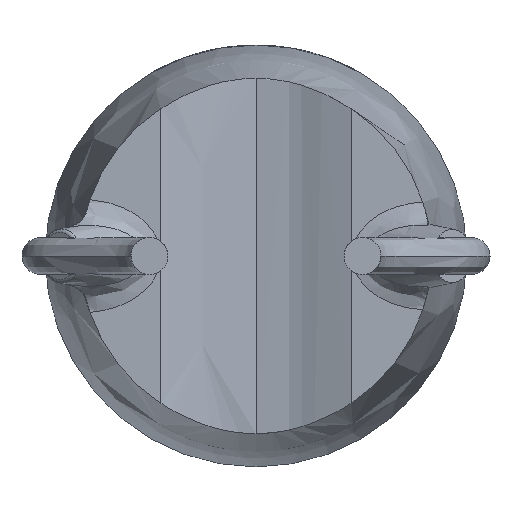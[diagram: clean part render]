
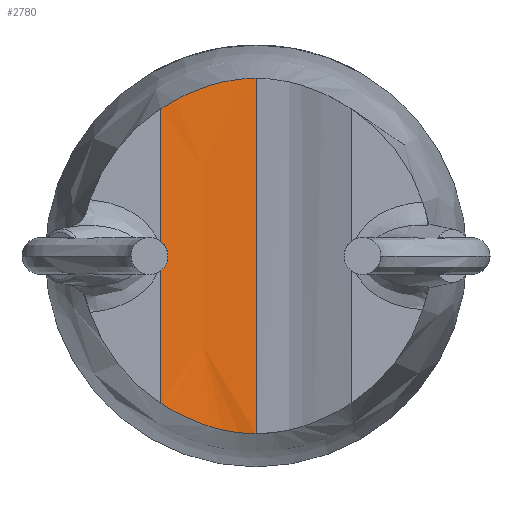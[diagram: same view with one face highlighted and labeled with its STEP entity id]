
A CAD part, front view. The second image highlights one B-rep face of the part: STEP entity #2780.
In plain terms, the highlighted free-form (B-spline) face has degree [3, 1] with [4, 2] control points.
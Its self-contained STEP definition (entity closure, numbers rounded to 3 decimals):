
#60 = B_SPLINE_SURFACE_WITH_KNOTS ( 'NONE', 3, 1, ( 
 ( #2805, #4423 ),
 ( #3414, #4868 ),
 ( #232, #3087 ),
 ( #5294, #3054 ) ),
 .UNSPECIFIED., .F., .F., .F.,
 ( 4, 4 ),
 ( 2, 2 ),
 ( 0., 1. ),
 ( 0., 1. ),
 .UNSPECIFIED. ) ;
#232 = CARTESIAN_POINT ( 'NONE',  ( -0.892, 0.107, -2.686 ) ) ;
#517 = CARTESIAN_POINT ( 'NONE',  ( -1.201, 0.056, -2.332 ) ) ;
#653 = CARTESIAN_POINT ( 'NONE',  ( 0., 0.382, -2.654 ) ) ;
#669 = ORIENTED_EDGE ( 'NONE', *, *, #1521, .F. ) ;
#671 = DIRECTION ( 'NONE',  ( 0., 0., 1. ) ) ;
#686 = CARTESIAN_POINT ( 'NONE',  ( -0.982, 0.147, 2.44 ) ) ;
#699 = ORIENTED_EDGE ( 'NONE', *, *, #5224, .F. ) ;
#920 = ORIENTED_EDGE ( 'NONE', *, *, #1347, .T. ) ;
#959 = FACE_OUTER_BOUND ( 'NONE', #4490, .T. ) ;
#1031 = CARTESIAN_POINT ( 'NONE',  ( -1.311, 0.022, -2.271 ) ) ;
#1052 = B_SPLINE_CURVE_WITH_KNOTS ( 'NONE', 3,
 ( #4727, #5667, #3362, #2880, #4668, #4785, #5178, #517, #1031, #3298 ),
 .UNSPECIFIED., .F., .F.,
 ( 4, 2, 2, 2, 4 ),
 ( 0., 0., 0.001, 0.001, 0.002 ),
 .UNSPECIFIED. ) ;
#1091 = CARTESIAN_POINT ( 'NONE',  ( 0., 0.382, -3.15 ) ) ;
#1142 = CARTESIAN_POINT ( 'NONE',  ( 0., 0.382, 2.654 ) ) ;
#1299 = CARTESIAN_POINT ( 'NONE',  ( -1.42, 0., -3.15 ) ) ;
#1347 = EDGE_CURVE ( 'NONE', #5622, #3663, #4360, .T. ) ;
#1521 = EDGE_CURVE ( 'NONE', #2797, #1740, #5441, .T. ) ;
#1533 = EDGE_CURVE ( 'NONE', #1740, #5649, #5881, .T. ) ;
#1623 = CARTESIAN_POINT ( 'NONE',  ( -0.52, 0.331, 2.598 ) ) ;
#1740 = VERTEX_POINT ( 'NONE', #2730 ) ;
#1837 = CARTESIAN_POINT ( 'NONE',  ( -1.42, 0., -2.199 ) ) ;
#2171 = ORIENTED_EDGE ( 'NONE', *, *, #1533, .F. ) ;
#2557 = CARTESIAN_POINT ( 'NONE',  ( -0.132, 0.382, 2.654 ) ) ;
#2578 = ORIENTED_EDGE ( 'NONE', *, *, #3785, .F. ) ;
#2623 = DIRECTION ( 'NONE',  ( 0., 0., 1. ) ) ;
#2730 = CARTESIAN_POINT ( 'NONE',  ( -1.42, 0., 0. ) ) ;
#2780 = ADVANCED_FACE ( 'NONE', ( #959 ), #60, .F. ) ;
#2797 = VERTEX_POINT ( 'NONE', #1837 ) ;
#2805 = CARTESIAN_POINT ( 'NONE',  ( 0., 0.382, -2.686 ) ) ;
#2827 = VECTOR ( 'NONE', #671, 1000. ) ;
#2880 = CARTESIAN_POINT ( 'NONE',  ( -0.514, 0.332, -2.6 ) ) ;
#3054 = CARTESIAN_POINT ( 'NONE',  ( -1.42, 0., 2.686 ) ) ;
#3087 = CARTESIAN_POINT ( 'NONE',  ( -0.892, 0.107, 2.686 ) ) ;
#3298 = CARTESIAN_POINT ( 'NONE',  ( -1.42, 0., -2.199 ) ) ;
#3362 = CARTESIAN_POINT ( 'NONE',  ( -0.261, 0.374, -2.643 ) ) ;
#3414 = CARTESIAN_POINT ( 'NONE',  ( -0.771, 0.38, -2.686 ) ) ;
#3663 = VERTEX_POINT ( 'NONE', #4401 ) ;
#3785 = EDGE_CURVE ( 'NONE', #5622, #2797, #1052, .T. ) ;
#3890 = CARTESIAN_POINT ( 'NONE',  ( -1.42, 0., 2.199 ) ) ;
#3920 = CARTESIAN_POINT ( 'NONE',  ( -1.202, 0.056, 2.332 ) ) ;
#4286 = VECTOR ( 'NONE', #5416, 1000. ) ;
#4360 = LINE ( 'NONE', #1091, #2827 ) ;
#4401 = CARTESIAN_POINT ( 'NONE',  ( 0., 0.382, 2.654 ) ) ;
#4423 = CARTESIAN_POINT ( 'NONE',  ( 0., 0.382, 2.686 ) ) ;
#4446 = CARTESIAN_POINT ( 'NONE',  ( -0.641, 0.295, 2.566 ) ) ;
#4490 = EDGE_LOOP ( 'NONE', ( #2171, #669, #2578, #920, #699 ) ) ;
#4668 = CARTESIAN_POINT ( 'NONE',  ( -0.638, 0.297, -2.567 ) ) ;
#4676 = VECTOR ( 'NONE', #2623, 1000. ) ;
#4727 = CARTESIAN_POINT ( 'NONE',  ( 0., 0.382, -2.654 ) ) ;
#4785 = CARTESIAN_POINT ( 'NONE',  ( -0.87, 0.204, -2.487 ) ) ;
#4850 = CARTESIAN_POINT ( 'NONE',  ( -1.42, 0., 2.199 ) ) ;
#4860 = CARTESIAN_POINT ( 'NONE',  ( -1.312, 0.022, 2.271 ) ) ;
#4868 = CARTESIAN_POINT ( 'NONE',  ( -0.771, 0.38, 2.686 ) ) ;
#4923 = CARTESIAN_POINT ( 'NONE',  ( -0.872, 0.203, 2.486 ) ) ;
#4933 = CARTESIAN_POINT ( 'NONE',  ( -1.42, 0., -3.15 ) ) ;
#5178 = CARTESIAN_POINT ( 'NONE',  ( -0.981, 0.147, -2.44 ) ) ;
#5224 = EDGE_CURVE ( 'NONE', #5649, #3663, #5803, .T. ) ;
#5294 = CARTESIAN_POINT ( 'NONE',  ( -1.42, 0., -2.686 ) ) ;
#5416 = DIRECTION ( 'NONE',  ( 0., 0., 1. ) ) ;
#5441 = LINE ( 'NONE', #4933, #4676 ) ;
#5622 = VERTEX_POINT ( 'NONE', #653 ) ;
#5649 = VERTEX_POINT ( 'NONE', #4850 ) ;
#5667 = CARTESIAN_POINT ( 'NONE',  ( -0.132, 0.382, -2.654 ) ) ;
#5803 = B_SPLINE_CURVE_WITH_KNOTS ( 'NONE', 3,
 ( #3890, #4860, #3920, #686, #4923, #4446, #1623, #5872, #2557, #1142 ),
 .UNSPECIFIED., .F., .F.,
 ( 4, 2, 2, 2, 4 ),
 ( 0., 0., 0.001, 0.001, 0.002 ),
 .UNSPECIFIED. ) ;
#5872 = CARTESIAN_POINT ( 'NONE',  ( -0.263, 0.374, 2.643 ) ) ;
#5881 = LINE ( 'NONE', #1299, #4286 ) ;
